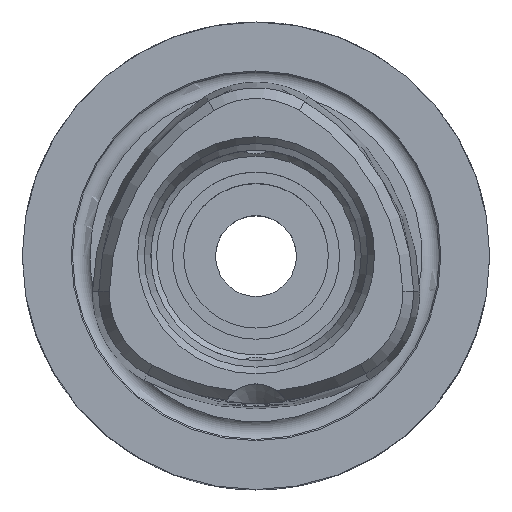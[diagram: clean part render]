
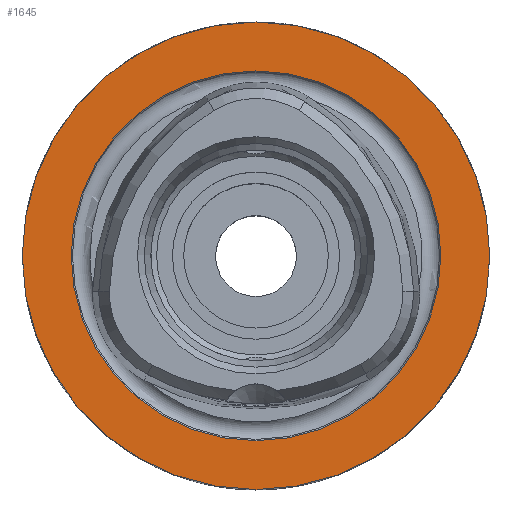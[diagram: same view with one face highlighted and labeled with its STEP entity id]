
A CAD part, top view. The second image highlights one B-rep face of the part: STEP entity #1645.
In plain terms, the highlighted planar face has unit normal (0, 0, 1).
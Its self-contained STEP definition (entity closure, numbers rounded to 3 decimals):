
#120=FACE_BOUND('',#351,.T.);
#148=PLANE('',#1889);
#241=FACE_OUTER_BOUND('',#350,.T.);
#350=EDGE_LOOP('',(#1520));
#351=EDGE_LOOP('',(#1521));
#575=CIRCLE('',#1799,20.);
#611=CIRCLE('',#1885,15.814);
#720=VERTEX_POINT('',#3052);
#780=VERTEX_POINT('',#3403);
#932=EDGE_CURVE('',#720,#720,#575,.T.);
#1027=EDGE_CURVE('',#780,#780,#611,.T.);
#1520=ORIENTED_EDGE('',*,*,#932,.T.);
#1521=ORIENTED_EDGE('',*,*,#1027,.T.);
#1645=ADVANCED_FACE('',(#241,#120),#148,.T.);
#1799=AXIS2_PLACEMENT_3D('',#3054,#2189,#2190);
#1885=AXIS2_PLACEMENT_3D('',#3405,#2398,#2399);
#1889=AXIS2_PLACEMENT_3D('',#3409,#2406,#2407);
#2189=DIRECTION('center_axis',(0.,0.,1.));
#2190=DIRECTION('ref_axis',(1.,0.,0.));
#2398=DIRECTION('center_axis',(0.,0.,-1.));
#2399=DIRECTION('ref_axis',(0.,1.,0.));
#2406=DIRECTION('center_axis',(0.,0.,1.));
#2407=DIRECTION('ref_axis',(1.,0.,0.));
#3052=CARTESIAN_POINT('',(-20.,0.,-2.5));
#3054=CARTESIAN_POINT('Origin',(0.,0.,-2.5));
#3403=CARTESIAN_POINT('',(0.,-15.814,-2.5));
#3405=CARTESIAN_POINT('Origin',(0.,0.,-2.5));
#3409=CARTESIAN_POINT('Origin',(0.,0.,-2.5));
